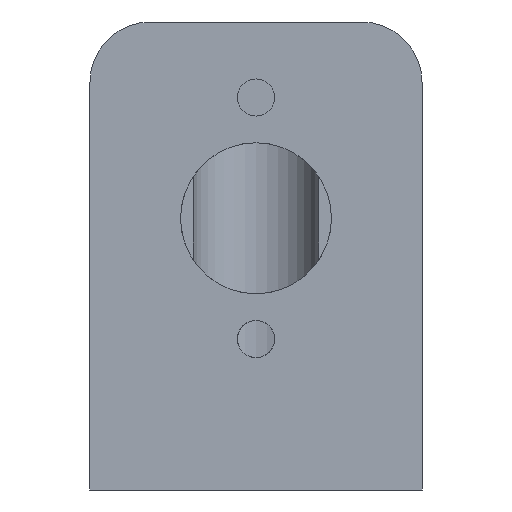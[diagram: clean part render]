
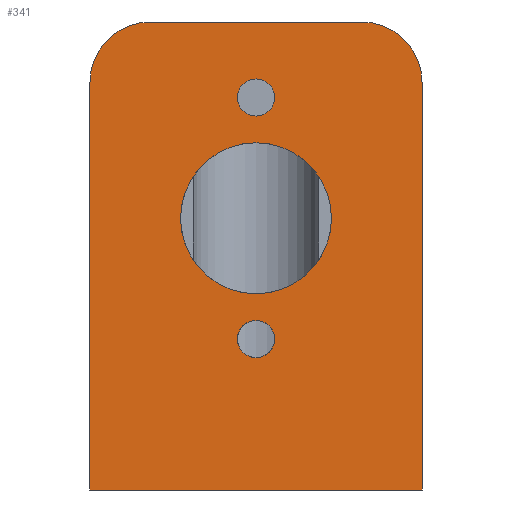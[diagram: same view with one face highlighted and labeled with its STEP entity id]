
A CAD part, front view. The second image highlights one B-rep face of the part: STEP entity #341.
In plain terms, the highlighted planar face has unit normal (0, -1, 0).
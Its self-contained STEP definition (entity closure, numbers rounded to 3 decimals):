
#40=PLANE('',#374);
#56=VECTOR('',#429,1.);
#60=VECTOR('',#438,1.);
#63=VECTOR('',#446,1.);
#64=VECTOR('',#454,1.);
#75=LINE('',#518,#56);
#79=LINE('',#528,#60);
#82=LINE('',#536,#63);
#83=LINE('',#544,#64);
#97=VERTEX_POINT('',#517);
#98=VERTEX_POINT('',#519);
#99=VERTEX_POINT('',#523);
#100=VERTEX_POINT('',#527);
#101=VERTEX_POINT('',#531);
#102=VERTEX_POINT('',#535);
#103=VERTEX_POINT('',#539);
#104=VERTEX_POINT('',#541);
#105=VERTEX_POINT('',#543);
#124=CIRCLE('',#369,4.);
#125=CIRCLE('',#372,4.);
#126=CIRCLE('',#375,1.23);
#127=CIRCLE('',#376,1.23);
#128=CIRCLE('',#377,5.);
#150=EDGE_CURVE('',#97,#98,#75,.T.);
#153=EDGE_CURVE('',#99,#97,#124,.T.);
#155=EDGE_CURVE('',#100,#99,#79,.T.);
#157=EDGE_CURVE('',#101,#100,#125,.T.);
#159=EDGE_CURVE('',#102,#101,#82,.T.);
#160=EDGE_CURVE('',#103,#103,#126,.T.);
#161=EDGE_CURVE('',#104,#104,#127,.T.);
#162=EDGE_CURVE('',#105,#105,#128,.T.);
#163=EDGE_CURVE('',#98,#102,#83,.T.);
#215=ORIENTED_EDGE('',*,*,#160,.T.);
#216=ORIENTED_EDGE('',*,*,#161,.T.);
#217=ORIENTED_EDGE('',*,*,#162,.T.);
#218=ORIENTED_EDGE('',*,*,#153,.F.);
#219=ORIENTED_EDGE('',*,*,#155,.F.);
#220=ORIENTED_EDGE('',*,*,#157,.F.);
#221=ORIENTED_EDGE('',*,*,#159,.F.);
#222=ORIENTED_EDGE('',*,*,#163,.F.);
#223=ORIENTED_EDGE('',*,*,#150,.F.);
#271=EDGE_LOOP('',(#215));
#272=EDGE_LOOP('',(#216));
#273=EDGE_LOOP('',(#217));
#274=EDGE_LOOP('',(#218,#219,#220,#221,#222,#223));
#306=FACE_BOUND('',#271,.T.);
#307=FACE_BOUND('',#272,.T.);
#308=FACE_BOUND('',#273,.T.);
#309=FACE_BOUND('',#274,.T.);
#341=ADVANCED_FACE('',(#306,#307,#308,#309),#40,.F.);
#369=AXIS2_PLACEMENT_3D('',#524,#434,#435);
#372=AXIS2_PLACEMENT_3D('',#532,#442,#443);
#374=AXIS2_PLACEMENT_3D('',#537,#447,$);
#375=AXIS2_PLACEMENT_3D('',#538,#448,#449);
#376=AXIS2_PLACEMENT_3D('',#540,#450,#451);
#377=AXIS2_PLACEMENT_3D('',#542,#452,#453);
#429=DIRECTION('',(0.,0.,-1.));
#434=DIRECTION('',(0.,1.,0.));
#435=DIRECTION('',(2.828,0.,2.828));
#438=DIRECTION('',(1.,0.,0.));
#442=DIRECTION('',(0.,1.,0.));
#443=DIRECTION('',(-2.828,0.,2.828));
#446=DIRECTION('',(0.,0.,1.));
#447=DIRECTION('',(0.,1.,0.));
#448=DIRECTION('',(0.,1.,0.));
#449=DIRECTION('',(0.,0.,-1.23));
#450=DIRECTION('',(0.,1.,0.));
#451=DIRECTION('',(0.,0.,-1.23));
#452=DIRECTION('',(0.,1.,0.));
#453=DIRECTION('',(5.,0.,0.));
#454=DIRECTION('',(-1.,0.,0.));
#517=CARTESIAN_POINT('',(11.,41.5,-18.5));
#518=CARTESIAN_POINT('',(11.,41.5,-14.5));
#519=CARTESIAN_POINT('',(11.,41.5,-45.5));
#523=CARTESIAN_POINT('',(7.,41.5,-14.5));
#524=CARTESIAN_POINT('',(7.,41.5,-18.5));
#527=CARTESIAN_POINT('',(-7.,41.5,-14.5));
#528=CARTESIAN_POINT('',(-11.,41.5,-14.5));
#531=CARTESIAN_POINT('',(-11.,41.5,-18.5));
#532=CARTESIAN_POINT('',(-7.,41.5,-18.5));
#535=CARTESIAN_POINT('',(-11.,41.5,-45.5));
#536=CARTESIAN_POINT('',(-11.,41.5,-45.5));
#537=CARTESIAN_POINT('',(0.,41.5,-30.));
#538=CARTESIAN_POINT('',(0.,41.5,-35.5));
#539=CARTESIAN_POINT('',(0.,41.5,-36.73));
#540=CARTESIAN_POINT('',(0.,41.5,-19.5));
#541=CARTESIAN_POINT('',(0.,41.5,-20.73));
#542=CARTESIAN_POINT('',(0.,41.5,-27.5));
#543=CARTESIAN_POINT('',(5.,41.5,-27.5));
#544=CARTESIAN_POINT('',(11.,41.5,-45.5));
